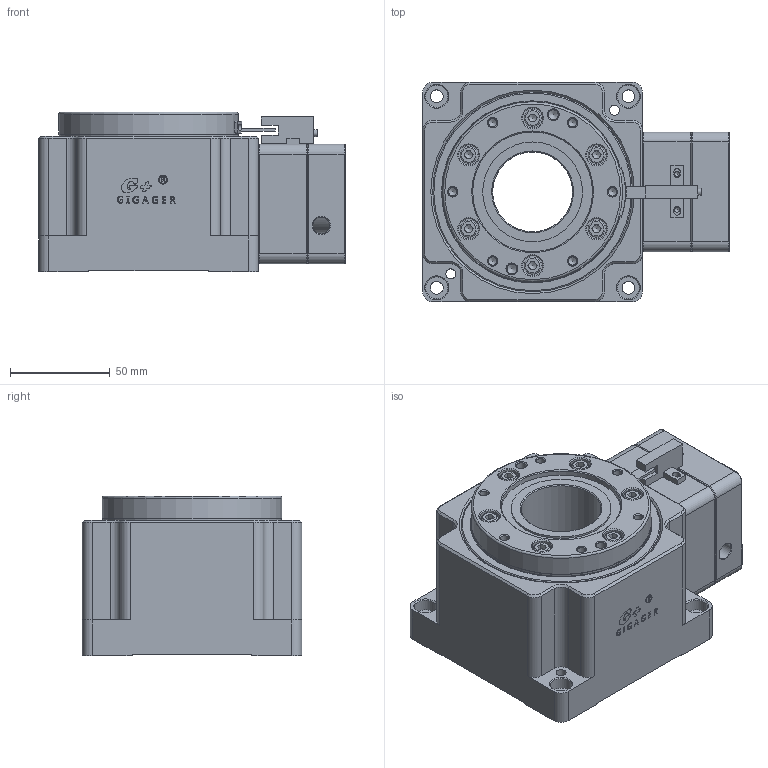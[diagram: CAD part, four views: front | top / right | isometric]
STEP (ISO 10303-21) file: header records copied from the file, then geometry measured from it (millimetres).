
FILE_DESCRIPTION (( 'STEP AP203' ), '1' );
FILE_NAME ('GSR110-10K-SV1.step', '2021-06-01T02:35:30', ( 'Microsoft' ), ( 'Microsoft' ), 'SwSTEP 2.0', 'SolidWorks 2019', '' );
FILE_SCHEMA (( 'CONFIG_CONTROL_DESIGN' ));
Length unit declared in the file: millimetre
Products named in the file (1): GSR110-10K-SV1
Bounding box: 153.5 x 110 x 80 mm (x, y, z)
Volume: 671352 mm3; surface area: 172280 mm2
Topology: 27 solids, 27 shells, 1209 faces, 2907 edges, 1826 vertices
Faces by surface type: plane 606, cylinder 256, cone 206, bspline 107, torus 34
Full cylindrical faces by diameter (mm): 1.5 x1, 2.05 x2, 2.5 x2, 3.3 x4, 3.5 x1, 3.752 x1, 4 x4, 4.2 x23, 4.369 x1, 5 x26, 5.3 x14, 5.5 x5, 6.4 x4, 6.5 x4, 8.5 x21, 9 x4, 10 x10, 11 x4, 14.145 x1, 19.6 x1, 20 x1, 30 x3, 35 x1, 40 x1, 40.5 x1, 42 x1, 45 x2, 46 x1, 50 x3, 56 x2
Entity records: 35752 total; most frequent: CARTESIAN_POINT 9806, DIRECTION 5212, ORIENTED_EDGE 4906, EDGE_CURVE 2453, AXIS2_PLACEMENT_3D 1934, VERTEX_POINT 1704, EDGE_LOOP 1703, FACE_OUTER_BOUND 1401
